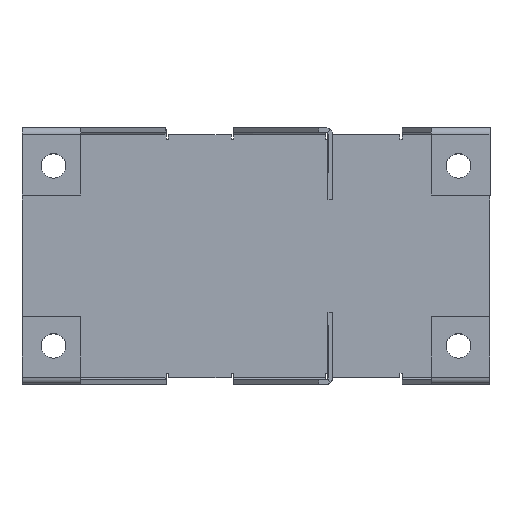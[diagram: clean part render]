
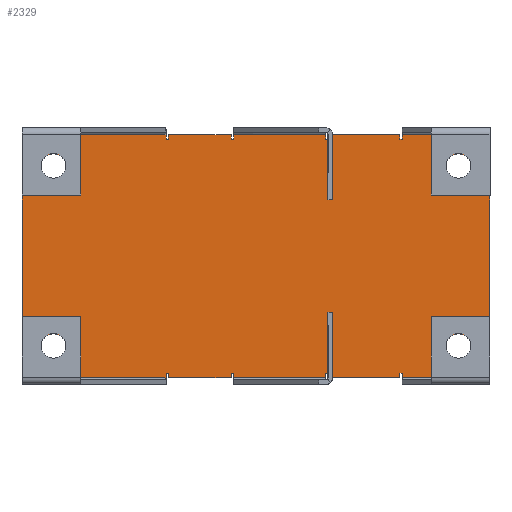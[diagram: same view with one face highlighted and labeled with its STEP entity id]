
A CAD part, top view. The second image highlights one B-rep face of the part: STEP entity #2329.
In plain terms, the highlighted planar face has unit normal (0, 0, 1).
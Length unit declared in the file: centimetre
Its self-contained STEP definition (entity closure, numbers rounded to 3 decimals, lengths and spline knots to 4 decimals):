
#168=PLANE('',#2482);
#255=VECTOR('',#2681,1.);
#282=VECTOR('',#2730,1.);
#298=VECTOR('',#2789,1.);
#300=VECTOR('',#2798,1.);
#303=VECTOR('',#2802,1.);
#306=VECTOR('',#2806,1.);
#310=VECTOR('',#2811,1.);
#313=VECTOR('',#2815,1.);
#315=VECTOR('',#2818,1.);
#316=VECTOR('',#2819,1.);
#317=VECTOR('',#2820,1.);
#318=VECTOR('',#2821,1.);
#319=VECTOR('',#2822,1.);
#320=VECTOR('',#2823,1.);
#321=VECTOR('',#2824,1.);
#322=VECTOR('',#2825,1.);
#323=VECTOR('',#2826,1.);
#324=VECTOR('',#2827,1.);
#325=VECTOR('',#2828,1.);
#326=VECTOR('',#2829,1.);
#327=VECTOR('',#2830,1.);
#328=VECTOR('',#2831,1.);
#329=VECTOR('',#2832,1.);
#330=VECTOR('',#2833,1.);
#331=VECTOR('',#2834,1.);
#332=VECTOR('',#2835,1.);
#333=VECTOR('',#2836,1.);
#334=VECTOR('',#2837,1.);
#485=LINE('',#3261,#255);
#512=LINE('',#3334,#282);
#528=LINE('',#3391,#298);
#530=LINE('',#3399,#300);
#533=LINE('',#3405,#303);
#536=LINE('',#3411,#306);
#540=LINE('',#3420,#310);
#543=LINE('',#3426,#313);
#545=LINE('',#3430,#315);
#546=LINE('',#3432,#316);
#547=LINE('',#3434,#317);
#548=LINE('',#3437,#318);
#549=LINE('',#3439,#319);
#550=LINE('',#3441,#320);
#551=LINE('',#3443,#321);
#552=LINE('',#3445,#322);
#553=LINE('',#3448,#323);
#554=LINE('',#3450,#324);
#555=LINE('',#3452,#325);
#556=LINE('',#3455,#326);
#557=LINE('',#3457,#327);
#558=LINE('',#3459,#328);
#559=LINE('',#3462,#329);
#560=LINE('',#3464,#330);
#561=LINE('',#3466,#331);
#562=LINE('',#3469,#332);
#563=LINE('',#3471,#333);
#564=LINE('',#3473,#334);
#719=VERTEX_POINT('',#3260);
#720=VERTEX_POINT('',#3262);
#751=VERTEX_POINT('',#3333);
#752=VERTEX_POINT('',#3335);
#768=VERTEX_POINT('',#3392);
#770=VERTEX_POINT('',#3400);
#772=VERTEX_POINT('',#3406);
#774=VERTEX_POINT('',#3412);
#775=VERTEX_POINT('',#3413);
#778=VERTEX_POINT('',#3421);
#780=VERTEX_POINT('',#3429);
#781=VERTEX_POINT('',#3431);
#782=VERTEX_POINT('',#3433);
#783=VERTEX_POINT('',#3435);
#784=VERTEX_POINT('',#3436);
#785=VERTEX_POINT('',#3438);
#786=VERTEX_POINT('',#3440);
#787=VERTEX_POINT('',#3442);
#788=VERTEX_POINT('',#3444);
#789=VERTEX_POINT('',#3446);
#790=VERTEX_POINT('',#3447);
#791=VERTEX_POINT('',#3449);
#792=VERTEX_POINT('',#3451);
#793=VERTEX_POINT('',#3453);
#794=VERTEX_POINT('',#3454);
#795=VERTEX_POINT('',#3456);
#796=VERTEX_POINT('',#3458);
#797=VERTEX_POINT('',#3460);
#798=VERTEX_POINT('',#3461);
#799=VERTEX_POINT('',#3463);
#800=VERTEX_POINT('',#3465);
#801=VERTEX_POINT('',#3467);
#802=VERTEX_POINT('',#3468);
#803=VERTEX_POINT('',#3470);
#804=VERTEX_POINT('',#3472);
#805=VERTEX_POINT('',#3474);
#806=VERTEX_POINT('',#3476);
#807=VERTEX_POINT('',#3478);
#808=VERTEX_POINT('',#3480);
#809=VERTEX_POINT('',#3482);
#926=CIRCLE('',#2483,0.275);
#927=CIRCLE('',#2484,0.275);
#928=CIRCLE('',#2485,0.275);
#929=CIRCLE('',#2486,0.275);
#1004=EDGE_CURVE('',#719,#720,#485,.T.);
#1040=EDGE_CURVE('',#752,#751,#512,.T.);
#1067=EDGE_CURVE('',#752,#768,#528,.T.);
#1071=EDGE_CURVE('',#751,#770,#530,.T.);
#1074=EDGE_CURVE('',#770,#772,#533,.T.);
#1077=EDGE_CURVE('',#774,#775,#536,.T.);
#1081=EDGE_CURVE('',#775,#778,#540,.T.);
#1084=EDGE_CURVE('',#778,#768,#543,.T.);
#1086=EDGE_CURVE('',#780,#772,#528,.T.);
#1087=EDGE_CURVE('',#780,#781,#545,.T.);
#1088=EDGE_CURVE('',#781,#782,#546,.T.);
#1089=EDGE_CURVE('',#782,#783,#547,.T.);
#1090=EDGE_CURVE('',#784,#783,#528,.T.);
#1091=EDGE_CURVE('',#785,#784,#548,.T.);
#1092=EDGE_CURVE('',#786,#785,#549,.T.);
#1093=EDGE_CURVE('',#786,#787,#550,.T.);
#1094=EDGE_CURVE('',#787,#788,#551,.T.);
#1095=EDGE_CURVE('',#788,#789,#552,.T.);
#1096=EDGE_CURVE('',#790,#789,#549,.T.);
#1097=EDGE_CURVE('',#790,#791,#553,.T.);
#1098=EDGE_CURVE('',#791,#792,#554,.T.);
#1099=EDGE_CURVE('',#792,#793,#555,.T.);
#1100=EDGE_CURVE('',#794,#793,#549,.T.);
#1101=EDGE_CURVE('',#794,#795,#556,.T.);
#1102=EDGE_CURVE('',#795,#796,#557,.T.);
#1103=EDGE_CURVE('',#796,#797,#558,.T.);
#1104=EDGE_CURVE('',#798,#797,#549,.T.);
#1105=EDGE_CURVE('',#798,#799,#559,.T.);
#1106=EDGE_CURVE('',#799,#800,#560,.T.);
#1107=EDGE_CURVE('',#800,#801,#561,.T.);
#1108=EDGE_CURVE('',#720,#801,#549,.T.);
#1109=EDGE_CURVE('',#802,#719,#528,.T.);
#1110=EDGE_CURVE('',#802,#803,#562,.T.);
#1111=EDGE_CURVE('',#803,#804,#563,.T.);
#1112=EDGE_CURVE('',#804,#805,#564,.T.);
#1113=EDGE_CURVE('',#774,#805,#528,.T.);
#1114=EDGE_CURVE('',#806,#806,#926,.T.);
#1115=EDGE_CURVE('',#807,#807,#927,.T.);
#1116=EDGE_CURVE('',#808,#808,#928,.T.);
#1117=EDGE_CURVE('',#809,#809,#929,.T.);
#1495=ORIENTED_EDGE('',*,*,#1040,.T.);
#1496=ORIENTED_EDGE('',*,*,#1071,.T.);
#1497=ORIENTED_EDGE('',*,*,#1074,.T.);
#1498=ORIENTED_EDGE('',*,*,#1086,.F.);
#1499=ORIENTED_EDGE('',*,*,#1087,.T.);
#1500=ORIENTED_EDGE('',*,*,#1088,.T.);
#1501=ORIENTED_EDGE('',*,*,#1089,.T.);
#1502=ORIENTED_EDGE('',*,*,#1090,.F.);
#1503=ORIENTED_EDGE('',*,*,#1091,.F.);
#1504=ORIENTED_EDGE('',*,*,#1092,.F.);
#1505=ORIENTED_EDGE('',*,*,#1093,.T.);
#1506=ORIENTED_EDGE('',*,*,#1094,.T.);
#1507=ORIENTED_EDGE('',*,*,#1095,.T.);
#1508=ORIENTED_EDGE('',*,*,#1096,.F.);
#1509=ORIENTED_EDGE('',*,*,#1097,.T.);
#1510=ORIENTED_EDGE('',*,*,#1098,.T.);
#1511=ORIENTED_EDGE('',*,*,#1099,.T.);
#1512=ORIENTED_EDGE('',*,*,#1100,.F.);
#1513=ORIENTED_EDGE('',*,*,#1101,.T.);
#1514=ORIENTED_EDGE('',*,*,#1102,.T.);
#1515=ORIENTED_EDGE('',*,*,#1103,.T.);
#1516=ORIENTED_EDGE('',*,*,#1104,.F.);
#1517=ORIENTED_EDGE('',*,*,#1105,.T.);
#1518=ORIENTED_EDGE('',*,*,#1106,.T.);
#1519=ORIENTED_EDGE('',*,*,#1107,.T.);
#1520=ORIENTED_EDGE('',*,*,#1108,.F.);
#1521=ORIENTED_EDGE('',*,*,#1004,.F.);
#1522=ORIENTED_EDGE('',*,*,#1109,.F.);
#1523=ORIENTED_EDGE('',*,*,#1110,.T.);
#1524=ORIENTED_EDGE('',*,*,#1111,.T.);
#1525=ORIENTED_EDGE('',*,*,#1112,.T.);
#1526=ORIENTED_EDGE('',*,*,#1113,.F.);
#1527=ORIENTED_EDGE('',*,*,#1077,.T.);
#1528=ORIENTED_EDGE('',*,*,#1081,.T.);
#1529=ORIENTED_EDGE('',*,*,#1084,.T.);
#1530=ORIENTED_EDGE('',*,*,#1067,.F.);
#1531=ORIENTED_EDGE('',*,*,#1114,.T.);
#1532=ORIENTED_EDGE('',*,*,#1115,.T.);
#1533=ORIENTED_EDGE('',*,*,#1116,.T.);
#1534=ORIENTED_EDGE('',*,*,#1117,.T.);
#2017=EDGE_LOOP('',(#1495,#1496,#1497,#1498,#1499,#1500,#1501,#1502,#1503,
#1504,#1505,#1506,#1507,#1508,#1509,#1510,#1511,#1512,#1513,#1514,#1515,
#1516,#1517,#1518,#1519,#1520,#1521,#1522,#1523,#1524,#1525,#1526,#1527,
#1528,#1529,#1530));
#2018=EDGE_LOOP('',(#1531));
#2019=EDGE_LOOP('',(#1532));
#2020=EDGE_LOOP('',(#1533));
#2021=EDGE_LOOP('',(#1534));
#2178=FACE_BOUND('',#2017,.T.);
#2179=FACE_BOUND('',#2018,.T.);
#2180=FACE_BOUND('',#2019,.T.);
#2181=FACE_BOUND('',#2020,.T.);
#2182=FACE_BOUND('',#2021,.T.);
#2329=ADVANCED_FACE('',(#2178,#2179,#2180,#2181,#2182),#168,.T.);
#2482=AXIS2_PLACEMENT_3D('',#3428,#2817,$);
#2483=AXIS2_PLACEMENT_3D('',#3475,#2838,#2839);
#2484=AXIS2_PLACEMENT_3D('',#3477,#2840,#2841);
#2485=AXIS2_PLACEMENT_3D('',#3479,#2842,#2843);
#2486=AXIS2_PLACEMENT_3D('',#3481,#2844,#2845);
#2681=DIRECTION('',(0.,-1.,0.));
#2730=DIRECTION('',(0.,-1.,0.));
#2789=DIRECTION('',(1.,0.,0.));
#2798=DIRECTION('',(-1.,0.,0.));
#2802=DIRECTION('',(0.,1.,0.));
#2806=DIRECTION('',(0.,-1.,0.));
#2811=DIRECTION('',(-1.,0.,0.));
#2815=DIRECTION('',(0.,1.,0.));
#2817=DIRECTION('',(0.,0.,1.));
#2818=DIRECTION('',(0.,-1.,0.));
#2819=DIRECTION('',(-1.,0.,0.));
#2820=DIRECTION('',(0.,1.,0.));
#2821=DIRECTION('',(0.,1.,0.));
#2822=DIRECTION('',(-1.,0.,0.));
#2823=DIRECTION('',(0.,1.,0.));
#2824=DIRECTION('',(1.,0.,0.));
#2825=DIRECTION('',(0.,-1.,0.));
#2826=DIRECTION('',(0.,1.,0.));
#2827=DIRECTION('',(1.,0.,0.));
#2828=DIRECTION('',(0.,-1.,0.));
#2829=DIRECTION('',(0.,1.,0.));
#2830=DIRECTION('',(1.,0.,0.));
#2831=DIRECTION('',(0.,-1.,0.));
#2832=DIRECTION('',(0.,1.,0.));
#2833=DIRECTION('',(1.,0.,0.));
#2834=DIRECTION('',(0.,-1.,0.));
#2835=DIRECTION('',(0.,-1.,0.));
#2836=DIRECTION('',(-1.,0.,0.));
#2837=DIRECTION('',(0.,1.,0.));
#2838=DIRECTION('',(0.,0.,-1.));
#2839=DIRECTION('',(0.275,0.,0.));
#2840=DIRECTION('',(0.,0.,-1.));
#2841=DIRECTION('',(0.275,0.,0.));
#2842=DIRECTION('',(0.,0.,-1.));
#2843=DIRECTION('',(0.275,0.,0.));
#2844=DIRECTION('',(0.,0.,-1.));
#2845=DIRECTION('',(0.275,0.,0.));
#3260=CARTESIAN_POINT('',(5.2,2.7,0.1));
#3261=CARTESIAN_POINT('',(5.2,-2.7,0.1));
#3262=CARTESIAN_POINT('',(5.2,-2.7,0.1));
#3333=CARTESIAN_POINT('',(-0.5,2.6,0.1));
#3334=CARTESIAN_POINT('',(-0.5,1.325,0.1));
#3335=CARTESIAN_POINT('',(-0.5,2.7,0.1));
#3391=CARTESIAN_POINT('',(5.2,2.7,0.1));
#3392=CARTESIAN_POINT('',(1.55,2.7,0.1));
#3399=CARTESIAN_POINT('',(-0.2625,2.6,0.1));
#3400=CARTESIAN_POINT('',(-0.55,2.6,0.1));
#3405=CARTESIAN_POINT('',(-0.55,1.325,0.1));
#3406=CARTESIAN_POINT('',(-0.55,2.7,0.1));
#3411=CARTESIAN_POINT('',(1.6,1.325,0.1));
#3412=CARTESIAN_POINT('',(1.6,2.7,0.1));
#3413=CARTESIAN_POINT('',(1.6,2.6,0.1));
#3420=CARTESIAN_POINT('',(0.7875,2.6,0.1));
#3421=CARTESIAN_POINT('',(1.55,2.6,0.1));
#3426=CARTESIAN_POINT('',(1.55,1.325,0.1));
#3428=CARTESIAN_POINT('',(0.,0.,0.1));
#3429=CARTESIAN_POINT('',(-1.95,2.7,0.1));
#3430=CARTESIAN_POINT('',(-1.95,1.325,0.1));
#3431=CARTESIAN_POINT('',(-1.95,2.6,0.1));
#3432=CARTESIAN_POINT('',(-0.9875,2.6,0.1));
#3433=CARTESIAN_POINT('',(-2.,2.6,0.1));
#3434=CARTESIAN_POINT('',(-2.,1.325,0.1));
#3435=CARTESIAN_POINT('',(-2.,2.7,0.1));
#3436=CARTESIAN_POINT('',(-5.2,2.7,0.1));
#3437=CARTESIAN_POINT('',(-5.2,2.7,0.1));
#3438=CARTESIAN_POINT('',(-5.2,-2.7,0.1));
#3439=CARTESIAN_POINT('',(-5.2,-2.7,0.1));
#3440=CARTESIAN_POINT('',(-2.,-2.7,0.1));
#3441=CARTESIAN_POINT('',(-2.,-1.325,0.1));
#3442=CARTESIAN_POINT('',(-2.,-2.6,0.1));
#3443=CARTESIAN_POINT('',(-0.9875,-2.6,0.1));
#3444=CARTESIAN_POINT('',(-1.95,-2.6,0.1));
#3445=CARTESIAN_POINT('',(-1.95,-1.325,0.1));
#3446=CARTESIAN_POINT('',(-1.95,-2.7,0.1));
#3447=CARTESIAN_POINT('',(-0.55,-2.7,0.1));
#3448=CARTESIAN_POINT('',(-0.55,-1.325,0.1));
#3449=CARTESIAN_POINT('',(-0.55,-2.6,0.1));
#3450=CARTESIAN_POINT('',(-0.2625,-2.6,0.1));
#3451=CARTESIAN_POINT('',(-0.5,-2.6,0.1));
#3452=CARTESIAN_POINT('',(-0.5,-1.325,0.1));
#3453=CARTESIAN_POINT('',(-0.5,-2.7,0.1));
#3454=CARTESIAN_POINT('',(1.55,-2.7,0.1));
#3455=CARTESIAN_POINT('',(1.55,-1.325,0.1));
#3456=CARTESIAN_POINT('',(1.55,-2.6,0.1));
#3457=CARTESIAN_POINT('',(0.7875,-2.6,0.1));
#3458=CARTESIAN_POINT('',(1.6,-2.6,0.1));
#3459=CARTESIAN_POINT('',(1.6,-1.325,0.1));
#3460=CARTESIAN_POINT('',(1.6,-2.7,0.1));
#3461=CARTESIAN_POINT('',(3.2,-2.7,0.1));
#3462=CARTESIAN_POINT('',(3.2,-1.325,0.1));
#3463=CARTESIAN_POINT('',(3.2,-2.6,0.1));
#3464=CARTESIAN_POINT('',(1.6125,-2.6,0.1));
#3465=CARTESIAN_POINT('',(3.25,-2.6,0.1));
#3466=CARTESIAN_POINT('',(3.25,-1.325,0.1));
#3467=CARTESIAN_POINT('',(3.25,-2.7,0.1));
#3468=CARTESIAN_POINT('',(3.25,2.7,0.1));
#3469=CARTESIAN_POINT('',(3.25,1.325,0.1));
#3470=CARTESIAN_POINT('',(3.25,2.6,0.1));
#3471=CARTESIAN_POINT('',(1.6125,2.6,0.1));
#3472=CARTESIAN_POINT('',(3.2,2.6,0.1));
#3473=CARTESIAN_POINT('',(3.2,1.325,0.1));
#3474=CARTESIAN_POINT('',(3.2,2.7,0.1));
#3475=CARTESIAN_POINT('',(-4.5,2.,0.1));
#3476=CARTESIAN_POINT('',(-4.775,2.,0.1));
#3477=CARTESIAN_POINT('',(4.5,2.,0.1));
#3478=CARTESIAN_POINT('',(4.225,2.,0.1));
#3479=CARTESIAN_POINT('',(4.5,-2.,0.1));
#3480=CARTESIAN_POINT('',(4.225,-2.,0.1));
#3481=CARTESIAN_POINT('',(-4.5,-2.,0.1));
#3482=CARTESIAN_POINT('',(-4.775,-2.,0.1));
